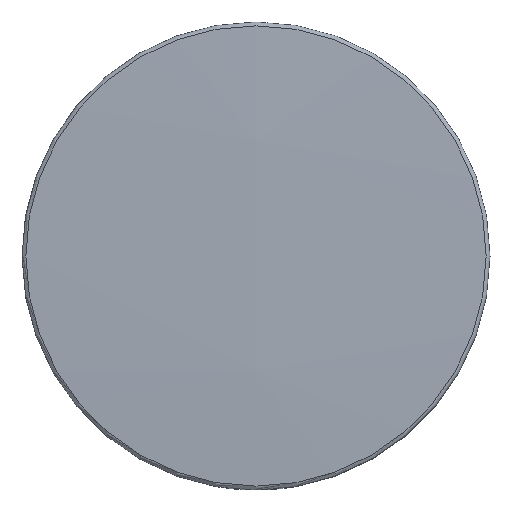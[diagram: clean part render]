
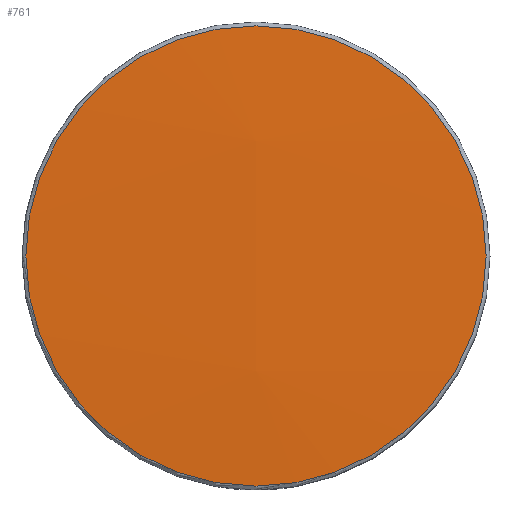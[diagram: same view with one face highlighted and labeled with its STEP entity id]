
A CAD part, top view. The second image highlights one B-rep face of the part: STEP entity #761.
In plain terms, the highlighted spherical face has radius 1000 mm.
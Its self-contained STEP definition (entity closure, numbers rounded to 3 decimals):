
#224 = CIRCLE ( 'NONE', #1798, 45.737 ) ;
#472 = DIRECTION ( 'NONE',  ( -1., 0., 0. ) ) ;
#480 = CARTESIAN_POINT ( 'NONE',  ( 0., 0., -980.918 ) ) ;
#665 = DIRECTION ( 'NONE',  ( 0., 1., 0. ) ) ;
#761 = ADVANCED_FACE ( 'NONE', ( #2146 ), #2447, .T. ) ;
#814 = VERTEX_POINT ( 'NONE', #1394 ) ;
#967 = ORIENTED_EDGE ( 'NONE', *, *, #2376, .T. ) ;
#974 = EDGE_LOOP ( 'NONE', ( #967 ) ) ;
#1201 = DIRECTION ( 'NONE',  ( 0., 0., 1. ) ) ;
#1394 = CARTESIAN_POINT ( 'NONE',  ( -45.737, 0., 18.035 ) ) ;
#1798 = AXIS2_PLACEMENT_3D ( 'NONE', #2302, #1201, #2490 ) ;
#2146 = FACE_OUTER_BOUND ( 'NONE', #974, .T. ) ;
#2298 = AXIS2_PLACEMENT_3D ( 'NONE', #480, #472, #665 ) ;
#2302 = CARTESIAN_POINT ( 'NONE',  ( 0., 0., 18.035 ) ) ;
#2376 = EDGE_CURVE ( 'NONE', #814, #814, #224, .T. ) ;
#2447 = SPHERICAL_SURFACE ( 'NONE', #2298, 1000. ) ;
#2490 = DIRECTION ( 'NONE',  ( -1., 0., 0. ) ) ;
